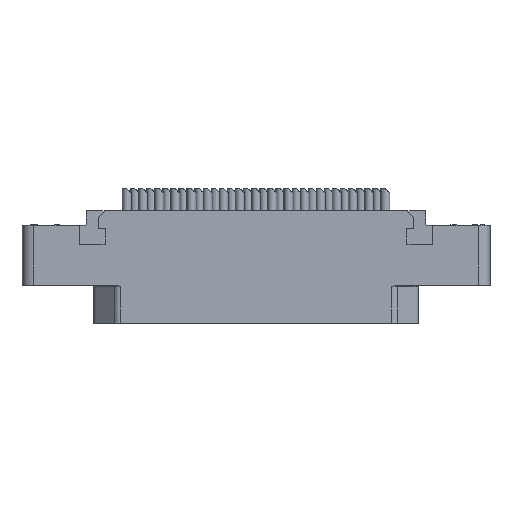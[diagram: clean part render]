
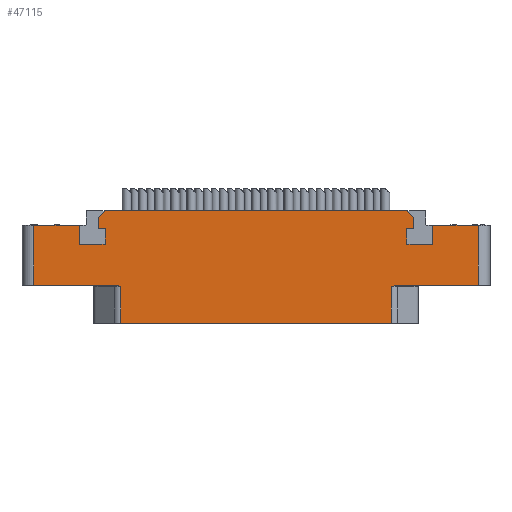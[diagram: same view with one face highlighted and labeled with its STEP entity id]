
A CAD part, top view. The second image highlights one B-rep face of the part: STEP entity #47115.
In plain terms, the highlighted planar face has unit normal (0, 0, 1).
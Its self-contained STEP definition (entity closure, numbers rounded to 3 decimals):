
#5149=DIRECTION('',(-1.,0.,0.));
#5150=VECTOR('',#5149,46.236);
#5151=CARTESIAN_POINT('',(23.118,-6.5,7.));
#5152=LINE('',#5151,#5150);
#5244=DIRECTION('',(1.,0.,0.));
#5245=VECTOR('',#5244,14.082);
#5246=CARTESIAN_POINT('',(-38.,0.,7.));
#5247=LINE('',#5246,#5245);
#5798=DIRECTION('',(0.,-1.,0.));
#5799=VECTOR('',#5798,10.25);
#5800=CARTESIAN_POINT('',(-38.,10.25,7.));
#5801=LINE('',#5800,#5799);
#5816=DIRECTION('',(1.,0.,0.));
#5817=VECTOR('',#5816,7.8);
#5818=CARTESIAN_POINT('',(-38.,10.25,7.));
#5819=LINE('',#5818,#5817);
#5820=DIRECTION('',(0.,-1.,0.));
#5821=VECTOR('',#5820,3.2);
#5822=CARTESIAN_POINT('',(-30.2,10.25,7.));
#5823=LINE('',#5822,#5821);
#5824=DIRECTION('',(1.,0.,0.));
#5825=VECTOR('',#5824,4.4);
#5826=CARTESIAN_POINT('',(-30.2,7.05,7.));
#5827=LINE('',#5826,#5825);
#5828=DIRECTION('',(0.,1.,0.));
#5829=VECTOR('',#5828,2.6);
#5830=CARTESIAN_POINT('',(-25.8,7.05,7.));
#5831=LINE('',#5830,#5829);
#5832=DIRECTION('',(-1.,0.,0.));
#5833=VECTOR('',#5832,1.2);
#5834=CARTESIAN_POINT('',(-25.8,9.65,7.));
#5835=LINE('',#5834,#5833);
#5836=DIRECTION('',(0.,-1.,0.));
#5837=VECTOR('',#5836,1.9);
#5838=CARTESIAN_POINT('',(-27.,11.55,7.));
#5839=LINE('',#5838,#5837);
#5840=DIRECTION('',(1.,0.,0.));
#5841=VECTOR('',#5840,51.6);
#5842=CARTESIAN_POINT('',(-25.8,12.75,7.));
#5843=LINE('',#5842,#5841);
#5844=DIRECTION('',(0.,-1.,0.));
#5845=VECTOR('',#5844,1.9);
#5846=CARTESIAN_POINT('',(27.,11.55,7.));
#5847=LINE('',#5846,#5845);
#5848=DIRECTION('',(-1.,0.,0.));
#5849=VECTOR('',#5848,1.2);
#5850=CARTESIAN_POINT('',(27.,9.65,7.));
#5851=LINE('',#5850,#5849);
#5852=DIRECTION('',(0.,-1.,0.));
#5853=VECTOR('',#5852,2.6);
#5854=CARTESIAN_POINT('',(25.8,9.65,7.));
#5855=LINE('',#5854,#5853);
#5856=DIRECTION('',(1.,0.,0.));
#5857=VECTOR('',#5856,4.4);
#5858=CARTESIAN_POINT('',(25.8,7.05,7.));
#5859=LINE('',#5858,#5857);
#5860=DIRECTION('',(0.,1.,0.));
#5861=VECTOR('',#5860,3.2);
#5862=CARTESIAN_POINT('',(30.2,7.05,7.));
#5863=LINE('',#5862,#5861);
#5864=DIRECTION('',(1.,0.,0.));
#5865=VECTOR('',#5864,7.8);
#5866=CARTESIAN_POINT('',(30.2,10.25,7.));
#5867=LINE('',#5866,#5865);
#5868=DIRECTION('',(1.,0.,0.));
#5869=VECTOR('',#5868,14.082);
#5870=CARTESIAN_POINT('',(23.918,0.,7.));
#5871=LINE('',#5870,#5869);
#5902=CARTESIAN_POINT('',(23.118,-0.2,7.));
#5903=CARTESIAN_POINT('',(23.14,-0.192,7.));
#5904=CARTESIAN_POINT('',(23.184,-0.176,7.));
#5905=CARTESIAN_POINT('',(23.251,-0.152,7.));
#5906=CARTESIAN_POINT('',(23.318,-0.128,7.));
#5907=CARTESIAN_POINT('',(23.385,-0.106,7.));
#5908=CARTESIAN_POINT('',(23.451,-0.085,7.));
#5909=CARTESIAN_POINT('',(23.515,-0.066,7.));
#5910=CARTESIAN_POINT('',(23.577,-0.049,7.));
#5911=CARTESIAN_POINT('',(23.636,-0.035,7.));
#5912=CARTESIAN_POINT('',(23.688,-0.024,7.));
#5913=CARTESIAN_POINT('',(23.734,-0.016,7.));
#5914=CARTESIAN_POINT('',(23.776,-0.01,7.));
#5915=CARTESIAN_POINT('',(23.814,-0.005,7.));
#5916=CARTESIAN_POINT('',(23.85,-0.002,7.));
#5917=CARTESIAN_POINT('',(23.884,0.,7.));
#5918=CARTESIAN_POINT('',(23.907,0.,7.));
#5919=CARTESIAN_POINT('',(23.918,0.,7.));
#5935=DIRECTION('',(0.,1.,0.));
#5936=VECTOR('',#5935,6.3);
#5937=CARTESIAN_POINT('',(23.118,-6.5,7.));
#5938=LINE('',#5937,#5936);
#5980=DIRECTION('',(0.,1.,0.));
#5981=VECTOR('',#5980,10.25);
#5982=CARTESIAN_POINT('',(38.,0.,7.));
#5983=LINE('',#5982,#5981);
#6274=DIRECTION('',(0.,1.,0.));
#6275=VECTOR('',#6274,6.3);
#6276=CARTESIAN_POINT('',(-23.118,-6.5,7.));
#6277=LINE('',#6276,#6275);
#6302=CARTESIAN_POINT('',(-23.918,0.,7.));
#6303=CARTESIAN_POINT('',(-23.907,0.,7.));
#6304=CARTESIAN_POINT('',(-23.884,0.,7.));
#6305=CARTESIAN_POINT('',(-23.85,-0.002,7.));
#6306=CARTESIAN_POINT('',(-23.814,-0.005,7.));
#6307=CARTESIAN_POINT('',(-23.776,-0.01,7.));
#6308=CARTESIAN_POINT('',(-23.734,-0.016,7.));
#6309=CARTESIAN_POINT('',(-23.688,-0.024,7.));
#6310=CARTESIAN_POINT('',(-23.636,-0.035,7.));
#6311=CARTESIAN_POINT('',(-23.577,-0.049,7.));
#6312=CARTESIAN_POINT('',(-23.515,-0.066,7.));
#6313=CARTESIAN_POINT('',(-23.451,-0.085,7.));
#6314=CARTESIAN_POINT('',(-23.385,-0.106,7.));
#6315=CARTESIAN_POINT('',(-23.318,-0.128,7.));
#6316=CARTESIAN_POINT('',(-23.251,-0.152,7.));
#6317=CARTESIAN_POINT('',(-23.184,-0.176,7.));
#6318=CARTESIAN_POINT('',(-23.14,-0.192,7.));
#6319=CARTESIAN_POINT('',(-23.118,-0.2,7.));
#6469=DIRECTION('',(-0.707,-0.707,0.));
#6470=VECTOR('',#6469,1.697);
#6471=CARTESIAN_POINT('',(-25.8,12.75,7.));
#6472=LINE('',#6471,#6470);
#6509=DIRECTION('',(0.707,-0.707,0.));
#6510=VECTOR('',#6509,1.697);
#6511=CARTESIAN_POINT('',(25.8,12.75,7.));
#6512=LINE('',#6511,#6510);
#33562=CARTESIAN_POINT('',(-30.2,10.25,7.));
#33563=CARTESIAN_POINT('',(-30.2,7.05,7.));
#33564=VERTEX_POINT('',#33562);
#33565=VERTEX_POINT('',#33563);
#33566=CARTESIAN_POINT('',(-25.8,7.05,7.));
#33567=VERTEX_POINT('',#33566);
#33568=CARTESIAN_POINT('',(-25.8,9.65,7.));
#33569=VERTEX_POINT('',#33568);
#33570=CARTESIAN_POINT('',(-27.,9.65,7.));
#33571=VERTEX_POINT('',#33570);
#33572=CARTESIAN_POINT('',(27.,9.65,7.));
#33573=CARTESIAN_POINT('',(25.8,9.65,7.));
#33574=VERTEX_POINT('',#33572);
#33575=VERTEX_POINT('',#33573);
#33576=CARTESIAN_POINT('',(25.8,7.05,7.));
#33577=VERTEX_POINT('',#33576);
#33578=CARTESIAN_POINT('',(30.2,7.05,7.));
#33579=VERTEX_POINT('',#33578);
#33580=CARTESIAN_POINT('',(30.2,10.25,7.));
#33581=VERTEX_POINT('',#33580);
#33586=CARTESIAN_POINT('',(-25.8,12.75,7.));
#33588=VERTEX_POINT('',#33586);
#33590=CARTESIAN_POINT('',(-27.,11.55,7.));
#33592=VERTEX_POINT('',#33590);
#33594=CARTESIAN_POINT('',(25.8,12.75,7.));
#33596=VERTEX_POINT('',#33594);
#33598=CARTESIAN_POINT('',(27.,11.55,7.));
#33600=VERTEX_POINT('',#33598);
#33690=CARTESIAN_POINT('',(38.,0.,7.));
#33691=CARTESIAN_POINT('',(38.,10.25,7.));
#33692=VERTEX_POINT('',#33690);
#33693=VERTEX_POINT('',#33691);
#33698=CARTESIAN_POINT('',(-38.,10.25,7.));
#33699=CARTESIAN_POINT('',(-38.,0.,7.));
#33700=VERTEX_POINT('',#33698);
#33701=VERTEX_POINT('',#33699);
#33907=CARTESIAN_POINT('',(23.118,-6.5,7.));
#33909=VERTEX_POINT('',#33907);
#33910=CARTESIAN_POINT('',(-23.118,-6.5,7.));
#33912=VERTEX_POINT('',#33910);
#33974=CARTESIAN_POINT('',(-23.118,-0.2,7.));
#33975=VERTEX_POINT('',#33974);
#33976=CARTESIAN_POINT('',(-23.918,0.,7.));
#33977=VERTEX_POINT('',#33976);
#33978=CARTESIAN_POINT('',(23.118,-0.2,7.));
#33980=VERTEX_POINT('',#33978);
#33982=CARTESIAN_POINT('',(23.918,0.,7.));
#33984=VERTEX_POINT('',#33982);
#47066=CARTESIAN_POINT('',(0.,0.,7.));
#47067=DIRECTION('',(0.,0.,-1.));
#47068=DIRECTION('',(-1.,0.,0.));
#47069=AXIS2_PLACEMENT_3D('',#47066,#47067,#47068);
#47070=PLANE('',#47069);
#47072=ORIENTED_EDGE('',*,*,#47071,.F.);
#47074=ORIENTED_EDGE('',*,*,#47073,.F.);
#47076=ORIENTED_EDGE('',*,*,#47075,.F.);
#47077=ORIENTED_EDGE('',*,*,#46632,.T.);
#47079=ORIENTED_EDGE('',*,*,#47078,.T.);
#47081=ORIENTED_EDGE('',*,*,#47080,.F.);
#47082=ORIENTED_EDGE('',*,*,#46719,.F.);
#47083=ORIENTED_EDGE('',*,*,#47057,.F.);
#47084=ORIENTED_EDGE('',*,*,#46767,.T.);
#47086=ORIENTED_EDGE('',*,*,#47085,.T.);
#47088=ORIENTED_EDGE('',*,*,#47087,.T.);
#47090=ORIENTED_EDGE('',*,*,#47089,.T.);
#47092=ORIENTED_EDGE('',*,*,#47091,.T.);
#47094=ORIENTED_EDGE('',*,*,#47093,.F.);
#47096=ORIENTED_EDGE('',*,*,#47095,.F.);
#47097=ORIENTED_EDGE('',*,*,#45869,.T.);
#47099=ORIENTED_EDGE('',*,*,#47098,.T.);
#47101=ORIENTED_EDGE('',*,*,#47100,.T.);
#47103=ORIENTED_EDGE('',*,*,#47102,.T.);
#47105=ORIENTED_EDGE('',*,*,#47104,.T.);
#47107=ORIENTED_EDGE('',*,*,#47106,.T.);
#47109=ORIENTED_EDGE('',*,*,#47108,.T.);
#47110=ORIENTED_EDGE('',*,*,#46225,.T.);
#47112=ORIENTED_EDGE('',*,*,#47111,.F.);
#47113=EDGE_LOOP('',(#47072,#47074,#47076,#47077,#47079,#47081,#47082,#47083,
#47084,#47086,#47088,#47090,#47092,#47094,#47096,#47097,#47099,#47101,#47103,
#47105,#47107,#47109,#47110,#47112));
#47114=FACE_OUTER_BOUND('',#47113,.F.);
#47115=ADVANCED_FACE('',(#47114),#47070,.F.);
#5920=B_SPLINE_CURVE_WITH_KNOTS('',3,(#5902,#5903,#5904,#5905,#5906,#5907,#5908,
#5909,#5910,#5911,#5912,#5913,#5914,#5915,#5916,#5917,#5918,#5919),
.UNSPECIFIED.,.F.,.F.,(4,1,1,1,1,1,1,1,1,1,1,1,1,1,1,4),(0.,0.067,
0.133,0.2,0.267,0.333,0.4,
0.467,0.533,0.6,0.667,0.733,
0.8,0.867,0.933,1.),.UNSPECIFIED.);
#6320=B_SPLINE_CURVE_WITH_KNOTS('',3,(#6302,#6303,#6304,#6305,#6306,#6307,#6308,
#6309,#6310,#6311,#6312,#6313,#6314,#6315,#6316,#6317,#6318,#6319),
.UNSPECIFIED.,.F.,.F.,(4,1,1,1,1,1,1,1,1,1,1,1,1,1,1,4),(0.,0.067,
0.133,0.2,0.267,0.333,0.4,
0.467,0.533,0.6,0.667,0.733,
0.8,0.867,0.933,1.),.UNSPECIFIED.);
#45869=EDGE_CURVE('',#33588,#33596,#5843,.T.);
#46225=EDGE_CURVE('',#33581,#33693,#5867,.T.);
#46632=EDGE_CURVE('',#33909,#33912,#5152,.T.);
#46719=EDGE_CURVE('',#33701,#33977,#5247,.T.);
#46767=EDGE_CURVE('',#33700,#33564,#5819,.T.);
#47057=EDGE_CURVE('',#33700,#33701,#5801,.T.);
#47071=EDGE_CURVE('',#33984,#33692,#5871,.T.);
#47073=EDGE_CURVE('',#33980,#33984,#5920,.T.);
#47075=EDGE_CURVE('',#33909,#33980,#5938,.T.);
#47078=EDGE_CURVE('',#33912,#33975,#6277,.T.);
#47080=EDGE_CURVE('',#33977,#33975,#6320,.T.);
#47085=EDGE_CURVE('',#33564,#33565,#5823,.T.);
#47087=EDGE_CURVE('',#33565,#33567,#5827,.T.);
#47089=EDGE_CURVE('',#33567,#33569,#5831,.T.);
#47091=EDGE_CURVE('',#33569,#33571,#5835,.T.);
#47093=EDGE_CURVE('',#33592,#33571,#5839,.T.);
#47095=EDGE_CURVE('',#33588,#33592,#6472,.T.);
#47098=EDGE_CURVE('',#33596,#33600,#6512,.T.);
#47100=EDGE_CURVE('',#33600,#33574,#5847,.T.);
#47102=EDGE_CURVE('',#33574,#33575,#5851,.T.);
#47104=EDGE_CURVE('',#33575,#33577,#5855,.T.);
#47106=EDGE_CURVE('',#33577,#33579,#5859,.T.);
#47108=EDGE_CURVE('',#33579,#33581,#5863,.T.);
#47111=EDGE_CURVE('',#33692,#33693,#5983,.T.);
